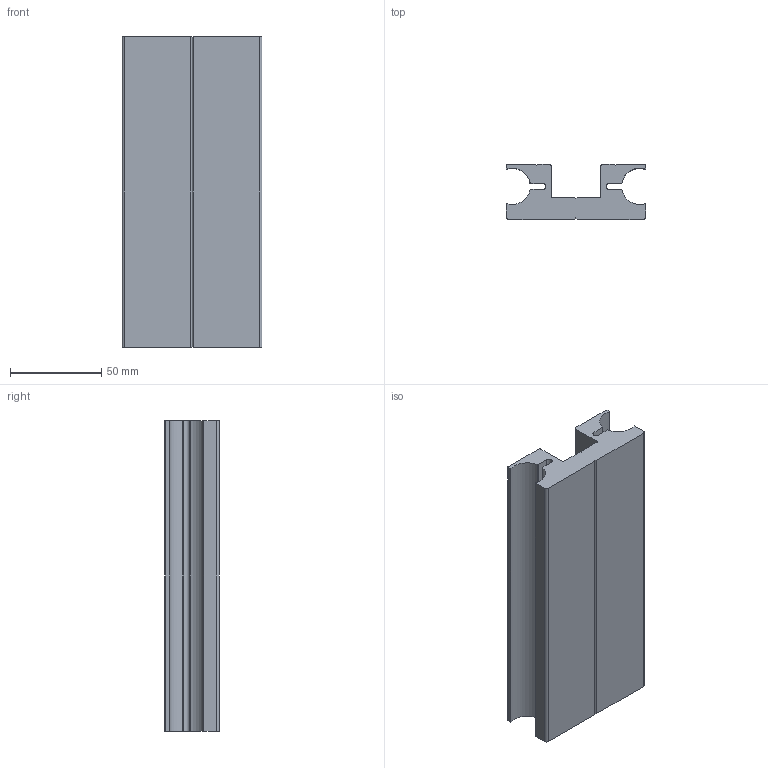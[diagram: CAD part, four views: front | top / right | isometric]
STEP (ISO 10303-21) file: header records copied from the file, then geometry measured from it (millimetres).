
FILE_DESCRIPTION(/* description */ ('PROFILO GUIDA LINEARE GD20'),/* implementation_level */ '2;1');
FILE_NAME(/* name */ 'BPRGD0000062.stp',/* time_stamp */ '2022-07-20T16:08:38+02:00',/* author */ ('tecnico7'),/* organization */ (''),/* preprocessor_version */ 'ST-DEVELOPER v18.1',/* originating_system */ 'Autodesk Inventor 2022',/* authorisation */ '');
FILE_SCHEMA (('AUTOMOTIVE_DESIGN { 1 0 10303 214 3 1 1 }'));
Length unit declared in the file: millimetre
Products named in the file (2): BPRGD0000062; 3DSD000750
Assembly tree (1 placements, depth 2):
  BPRGD0000062
    3DSD000750
Bounding box: 76.6 x 30 x 170 mm (x, y, z)
Volume: 222365.2 mm3; surface area: 56722.4 mm2
Topology: 1 solids, 1 shells, 44 faces, 126 edges, 84 vertices
Faces by surface type: plane 28, cylinder 16
Entity records: 1520 total; most frequent: CARTESIAN_POINT 257, ORIENTED_EDGE 252, DIRECTION 252, EDGE_CURVE 126, LINE 94, VECTOR 94, VERTEX_POINT 84, AXIS2_PLACEMENT_3D 79
